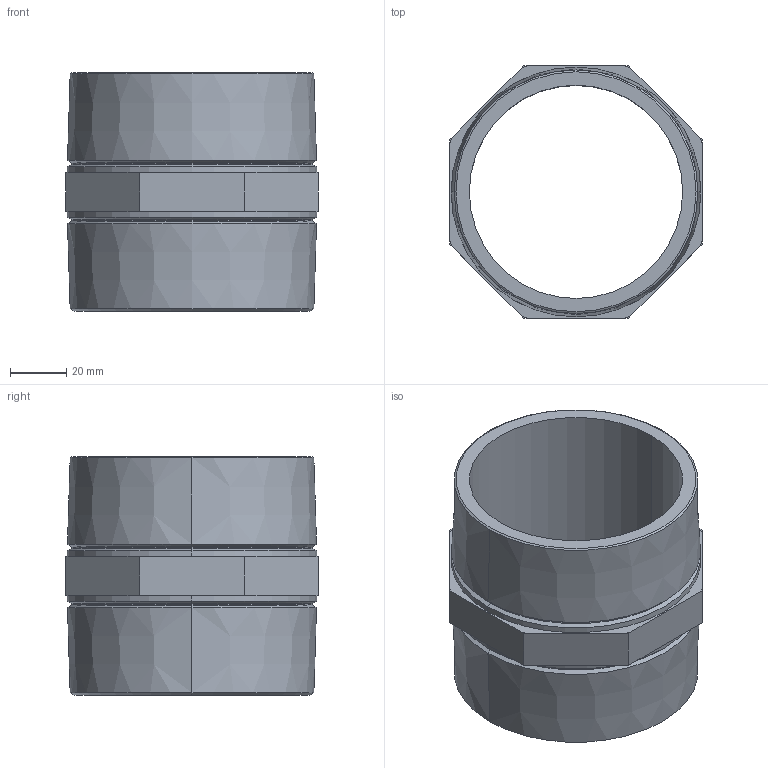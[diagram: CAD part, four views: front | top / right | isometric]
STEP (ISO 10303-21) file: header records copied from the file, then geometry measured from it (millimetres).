
FILE_DESCRIPTION (( 'STEP AP203' ), '1' );
FILE_NAME ('11-0207-11_outokumpu.step', '2015-08-11T09:50:30', ( '' ), ( '' ), 'SwSTEP 2.0', 'SolidWorks 2008', '' );
FILE_SCHEMA (( 'CONFIG_CONTROL_DESIGN' ));
Length unit declared in the file: millimetre
Products named in the file (1): 11-0207-11_outokumpu
Bounding box: 90 x 90 x 85 mm (x, y, z)
Volume: 137586.8 mm3; surface area: 48529.5 mm2
Topology: 1 solids, 1 shells, 58 faces, 138 edges, 84 vertices
Faces by surface type: cone 36, plane 12, torus 8, cylinder 2
Entity records: 1783 total; most frequent: CARTESIAN_POINT 377, DIRECTION 284, ORIENTED_EDGE 276, EDGE_CURVE 138, AXIS2_PLACEMENT_3D 119, VERTEX_POINT 84, EDGE_LOOP 62, CIRCLE 60
